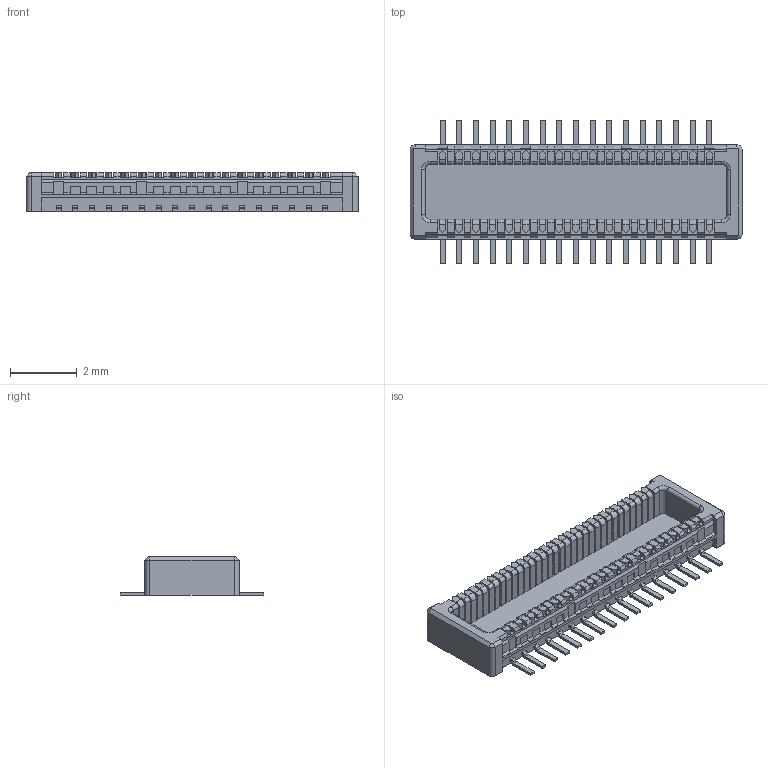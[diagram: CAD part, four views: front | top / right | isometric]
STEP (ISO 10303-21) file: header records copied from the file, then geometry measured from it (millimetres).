
FILE_DESCRIPTION(/* description */ ('model of Molex_SlimStack_Plug_2x17_Pitch0.5mm_55560-0341'),/* implementation_level */ '2;1');
FILE_NAME(/* name */ 'Molex_SlimStack_Plug_2x17_Pitch0.5mm_55560-0341.step',/* time_stamp */ '2017-04-21T16:03:00',/* author */ ('Ray Benitez',''),/* organization */ (''),/* preprocessor_version */ '',/* originating_system */ '',/* authorisation */ '');
FILE_SCHEMA(('AUTOMOTIVE_DESIGN_CC2 { 1 2 10303 214 -1 1 5 4 }'));
Length unit declared in the file: millimetre
Products named in the file (1): molex_55560_2x17
Bounding box: 9.95 x 4.3 x 1.15 mm (x, y, z)
Volume: 15.2 mm3; surface area: 141.3 mm2
Topology: 1 solids, 1 shells, 1250 faces, 3762 edges, 2548 vertices
Faces by surface type: plane 1026, cylinder 216, cone 4, torus 4
Entity records: 50709 total; most frequent: CARTESIAN_POINT 7561, ORIENTED_EDGE 7524, DIRECTION 6704, EDGE_CURVE 3762, LINE 3322, VECTOR 3322, VERTEX_POINT 2548, AXIS2_PLACEMENT_3D 1691
